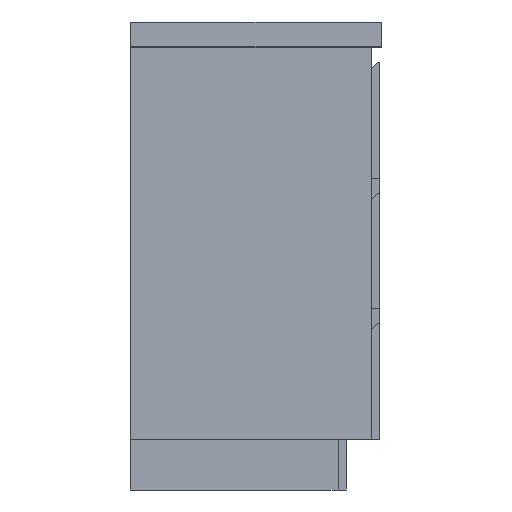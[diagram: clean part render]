
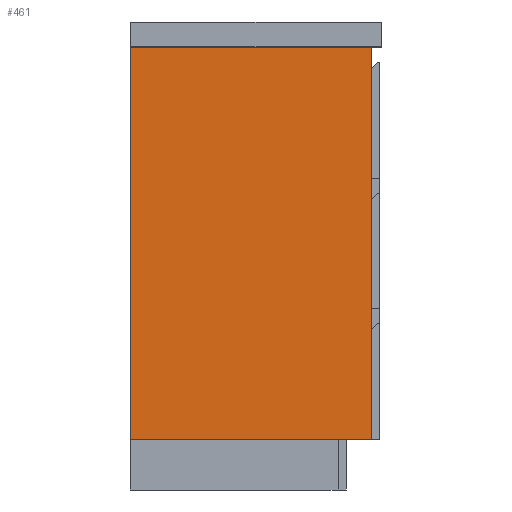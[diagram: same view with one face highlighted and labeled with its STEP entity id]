
A CAD part, left-side view. The second image highlights one B-rep face of the part: STEP entity #461.
In plain terms, the highlighted planar face has unit normal (-1, 0, 0).
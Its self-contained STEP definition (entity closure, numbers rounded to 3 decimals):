
#461=ADVANCED_FACE('',(#592),#2111,.T.);
#592=FACE_OUTER_BOUND('',#723,.T.);
#723=EDGE_LOOP('',(#1139,#1140,#1141,#1142));
#1139=ORIENTED_EDGE('',*,*,#1500,.F.);
#1140=ORIENTED_EDGE('',*,*,#1487,.T.);
#1141=ORIENTED_EDGE('',*,*,#1498,.T.);
#1142=ORIENTED_EDGE('',*,*,#1499,.F.);
#1487=EDGE_CURVE('',#1964,#1963,#1758,.T.);
#1498=EDGE_CURVE('',#1963,#1971,#1769,.T.);
#1499=EDGE_CURVE('',#1972,#1971,#1770,.T.);
#1500=EDGE_CURVE('',#1964,#1972,#1771,.T.);
#1758=B_SPLINE_CURVE_WITH_KNOTS('',1,(#3441,#3442),.UNSPECIFIED.,.F.,.F.,
(2,2),(-780.,0.),.UNSPECIFIED.);
#1769=B_SPLINE_CURVE_WITH_KNOTS('',1,(#3463,#3464),.UNSPECIFIED.,.F.,.F.,
(2,2),(-479.,0.),.UNSPECIFIED.);
#1770=B_SPLINE_CURVE_WITH_KNOTS('',1,(#3465,#3466),.UNSPECIFIED.,.F.,.F.,
(2,2),(-780.,0.),.UNSPECIFIED.);
#1771=B_SPLINE_CURVE_WITH_KNOTS('',1,(#3467,#3468),.UNSPECIFIED.,.F.,.F.,
(2,2),(-479.,0.),.UNSPECIFIED.);
#1963=VERTEX_POINT('',#3421);
#1964=VERTEX_POINT('',#3422);
#1971=VERTEX_POINT('',#3429);
#1972=VERTEX_POINT('',#3430);
#2111=PLANE('',#2363);
#2363=AXIS2_PLACEMENT_3D('',#3410,#2509,$);
#2509=DIRECTION('',(-1.,0.,0.));
#3410=CARTESIAN_POINT('',(-744.,-468.,526.9));
#3421=CARTESIAN_POINT('',(-744.,390.,479.));
#3422=CARTESIAN_POINT('',(-744.,-390.,479.));
#3429=CARTESIAN_POINT('',(-744.,390.,0.));
#3430=CARTESIAN_POINT('',(-744.,-390.,0.));
#3441=CARTESIAN_POINT('',(-744.,-390.,479.));
#3442=CARTESIAN_POINT('',(-744.,390.,479.));
#3463=CARTESIAN_POINT('',(-744.,390.,479.));
#3464=CARTESIAN_POINT('',(-744.,390.,0.));
#3465=CARTESIAN_POINT('',(-744.,-390.,0.));
#3466=CARTESIAN_POINT('',(-744.,390.,0.));
#3467=CARTESIAN_POINT('',(-744.,-390.,479.));
#3468=CARTESIAN_POINT('',(-744.,-390.,0.));
